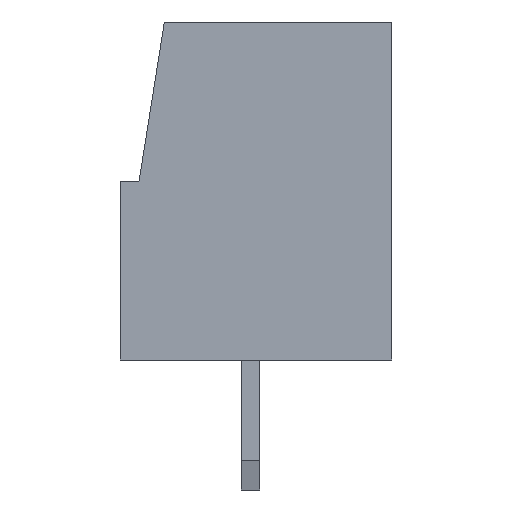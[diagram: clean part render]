
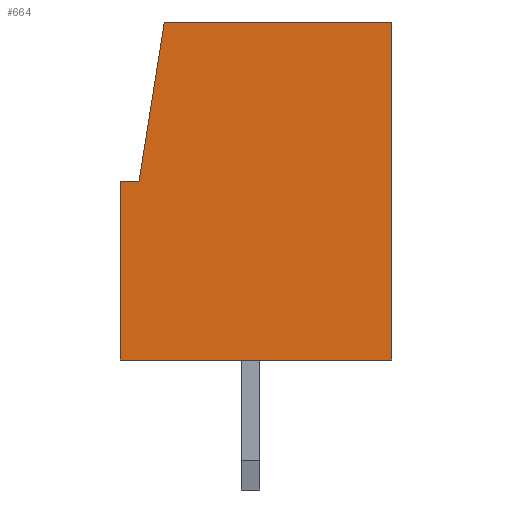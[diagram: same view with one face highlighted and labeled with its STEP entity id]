
A CAD part, left-side view. The second image highlights one B-rep face of the part: STEP entity #664.
In plain terms, the highlighted planar face has unit normal (-1, 0, 0).
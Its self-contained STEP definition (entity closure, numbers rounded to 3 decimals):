
#664 = ADVANCED_FACE( '', ( #1362 ), #1363, .F. );
#1362 = FACE_OUTER_BOUND( '', #2127, .T. );
#1363 = PLANE( '', #2128 );
#2127 = EDGE_LOOP( '', ( #3777, #3778, #3779, #3780, #3781, #3782 ) );
#2128 = AXIS2_PLACEMENT_3D( '', #3783, #3784, #3785 );
#3777 = ORIENTED_EDGE( '', *, *, #5438, .T. );
#3778 = ORIENTED_EDGE( '', *, *, #5439, .T. );
#3779 = ORIENTED_EDGE( '', *, *, #5440, .T. );
#3780 = ORIENTED_EDGE( '', *, *, #5095, .T. );
#3781 = ORIENTED_EDGE( '', *, *, #5441, .T. );
#3782 = ORIENTED_EDGE( '', *, *, #5406, .T. );
#3783 = CARTESIAN_POINT( '', ( -1.75, -8.03, -3.632 ) );
#3784 = DIRECTION( '', ( 1., 0., 0. ) );
#3785 = DIRECTION( '', ( 0., 1., 0. ) );
#5095 = EDGE_CURVE( '', #6255, #6257, #6259, .T. );
#5406 = EDGE_CURVE( '', #6710, #6711, #6712, .T. );
#5438 = EDGE_CURVE( '', #6711, #6756, #6757, .T. );
#5439 = EDGE_CURVE( '', #6756, #6758, #6759, .T. );
#5440 = EDGE_CURVE( '', #6758, #6255, #6760, .T. );
#5441 = EDGE_CURVE( '', #6257, #6710, #6761, .T. );
#6255 = VERTEX_POINT( '', #7868 );
#6257 = VERTEX_POINT( '', #7871 );
#6259 = LINE( '', #7874, #7875 );
#6710 = VERTEX_POINT( '', #8565 );
#6711 = VERTEX_POINT( '', #8566 );
#6712 = LINE( '', #8567, #8568 );
#6756 = VERTEX_POINT( '', #8636 );
#6757 = LINE( '', #8637, #8638 );
#6758 = VERTEX_POINT( '', #8639 );
#6759 = LINE( '', #8640, #8641 );
#6760 = LINE( '', #8642, #8643 );
#6761 = LINE( '', #8644, #8645 );
#7868 = CARTESIAN_POINT( '', ( -1.75, -0.5, 4.8 ) );
#7871 = CARTESIAN_POINT( '', ( -1.75, 0., 4.8 ) );
#7874 = CARTESIAN_POINT( '', ( -1.75, -3.5, 4.8 ) );
#7875 = VECTOR( '', #9305, 1000. );
#8565 = CARTESIAN_POINT( '', ( -1.75, 0., 0. ) );
#8566 = CARTESIAN_POINT( '', ( -1.75, -7.3, 0. ) );
#8567 = CARTESIAN_POINT( '', ( -1.75, -3.5, 0. ) );
#8568 = VECTOR( '', #9554, 1000. );
#8636 = CARTESIAN_POINT( '', ( -1.75, -7.3, 9.1 ) );
#8637 = CARTESIAN_POINT( '', ( -1.75, -7.3, 0. ) );
#8638 = VECTOR( '', #9579, 1000. );
#8639 = CARTESIAN_POINT( '', ( -1.75, -1.181, 9.1 ) );
#8640 = CARTESIAN_POINT( '', ( -1.75, -3.5, 9.1 ) );
#8641 = VECTOR( '', #9580, 1000. );
#8642 = CARTESIAN_POINT( '', ( -1.75, 0.26, 0. ) );
#8643 = VECTOR( '', #9581, 1000. );
#8644 = CARTESIAN_POINT( '', ( -1.75, 0., 0. ) );
#8645 = VECTOR( '', #9582, 1000. );
#9305 = DIRECTION( '', ( 0., 1., 0. ) );
#9554 = DIRECTION( '', ( 0., -1., 0. ) );
#9579 = DIRECTION( '', ( 0., 0., 1. ) );
#9580 = DIRECTION( '', ( 0., 1., 0. ) );
#9581 = DIRECTION( '', ( 0., 0.156, -0.988 ) );
#9582 = DIRECTION( '', ( 0., 0., -1. ) );
